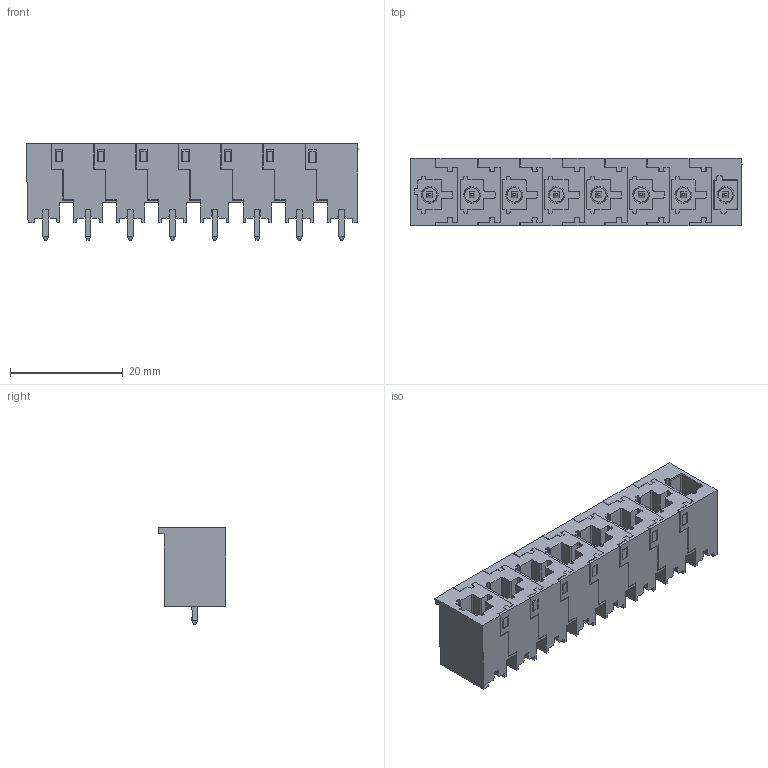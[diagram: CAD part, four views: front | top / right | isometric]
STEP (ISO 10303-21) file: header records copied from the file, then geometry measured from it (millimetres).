
FILE_DESCRIPTION(('CATIA V5 STEP Exchange','CAx-IF Rec.Pracs.--- Model Styling and Organization---1.4--- 2014-01-23'),'2;1');
FILE_NAME ('1361551-2_1_8000078320_8000078320.stp','2022-02-01T11:06:20+00:00',('none'),('Weidmueller'),'CATIA Version 5-6 Release 2016 SP3 HF44','CATIA V5 STEP AP214','none');
FILE_SCHEMA(('AUTOMOTIVE_DESIGN { 1 0 10303 214 1 1 1 1 }'));
Length unit declared in the file: millimetre
Products named in the file (1): 8000078320
Bounding box: 58.9 x 11.9 x 17.15 mm (x, y, z)
Volume: 6126.9 mm3; surface area: 9593.9 mm2
Topology: 16 solids, 16 shells, 989 faces, 2767 edges, 1825 vertices
Faces by surface type: plane 855, extrusion 84, cylinder 34, cone 16
Entity records: 33692 total; most frequent: CARTESIAN_POINT 7710, ORIENTED_EDGE 5534, DIRECTION 4455, EDGE_CURVE 2767, VECTOR 2583, LINE 2499, VERTEX_POINT 1825, EDGE_LOOP 1048
